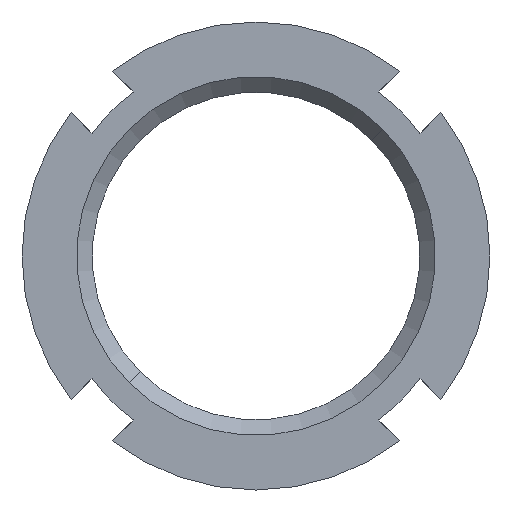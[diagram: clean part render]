
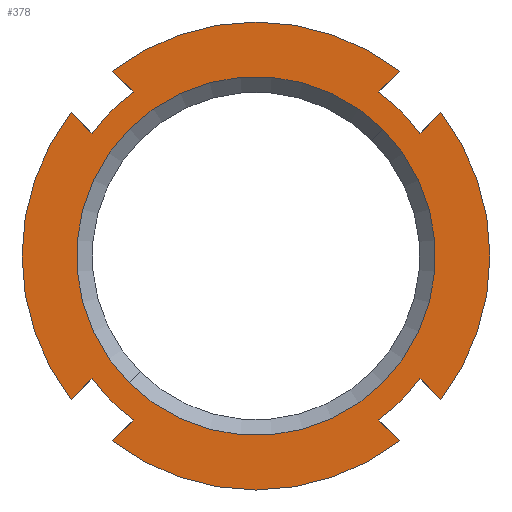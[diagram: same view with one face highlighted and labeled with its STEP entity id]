
A CAD part, left-side view. The second image highlights one B-rep face of the part: STEP entity #378.
In plain terms, the highlighted planar face has unit normal (-1, 0, 0).
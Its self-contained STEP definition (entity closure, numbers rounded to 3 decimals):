
#150=CARTESIAN_POINT('',(18.77,11.253,15.947));
#151=VERTEX_POINT('',#150);
#159=CARTESIAN_POINT('',(18.77,4.747,22.453));
#160=VERTEX_POINT('',#159);
#167=CARTESIAN_POINT('',(18.77,8.,19.2));
#168=DIRECTION('',(-1.0,0.,0.));
#169=DIRECTION('',(0.,0.707,-0.707));
#170=AXIS2_PLACEMENT_3D('',#167,#168,#169);
#171=CIRCLE('',#170,4.6);
#172=EDGE_CURVE('',#160,#151,#171,.T.);
#183=CARTESIAN_POINT('',(18.77,8.,19.2));
#184=DIRECTION('',(-1.0,0.,0.));
#185=DIRECTION('',(0.,0.707,-0.707));
#186=AXIS2_PLACEMENT_3D('',#183,#184,#185);
#187=CIRCLE('',#186,4.6);
#188=EDGE_CURVE('',#151,#160,#187,.T.);
#231=CARTESIAN_POINT('',(18.77,-1.261,19.2));
#232=DIRECTION('',(-1.0,0.0,0.0));
#233=DIRECTION('',(0.0,-0.707,0.707));
#234=AXIS2_PLACEMENT_3D('',#231,#232,#233);
#235=PLANE('',#234);
#236=CARTESIAN_POINT('',(18.77,3.26,22.879));
#237=VERTEX_POINT('',#236);
#238=CARTESIAN_POINT('',(18.77,3.795,22.344));
#239=VERTEX_POINT('',#238);
#240=CARTESIAN_POINT('',(18.77,3.26,22.879));
#241=DIRECTION('',(0.0,0.707,-0.707));
#242=VECTOR('',#241,0.757);
#243=LINE('',#240,#242);
#244=EDGE_CURVE('',#237,#239,#243,.T.);
#245=ORIENTED_EDGE('',*,*,#244,.T.);
#246=CARTESIAN_POINT('',(18.77,4.856,23.405));
#247=VERTEX_POINT('',#246);
#248=CARTESIAN_POINT('',(18.77,8.,19.2));
#249=DIRECTION('',(-1.0,0.,0.));
#250=DIRECTION('',(0.,0.599,-0.801));
#251=AXIS2_PLACEMENT_3D('',#248,#249,#250);
#252=CIRCLE('',#251,5.25);
#253=EDGE_CURVE('',#239,#247,#252,.T.);
#254=ORIENTED_EDGE('',*,*,#253,.T.);
#255=CARTESIAN_POINT('',(18.77,4.321,23.94));
#256=VERTEX_POINT('',#255);
#257=CARTESIAN_POINT('',(18.77,4.856,23.405));
#258=DIRECTION('',(0.0,-0.707,0.707));
#259=VECTOR('',#258,0.757);
#260=LINE('',#257,#259);
#261=EDGE_CURVE('',#247,#256,#260,.T.);
#262=ORIENTED_EDGE('',*,*,#261,.T.);
#263=CARTESIAN_POINT('',(18.77,11.679,23.94));
#264=VERTEX_POINT('',#263);
#265=CARTESIAN_POINT('',(18.77,8.,19.2));
#266=DIRECTION('',(-1.0,0.,0.));
#267=DIRECTION('',(0.,0.707,-0.707));
#268=AXIS2_PLACEMENT_3D('',#265,#266,#267);
#269=CIRCLE('',#268,6.);
#270=EDGE_CURVE('',#256,#264,#269,.T.);
#271=ORIENTED_EDGE('',*,*,#270,.T.);
#272=CARTESIAN_POINT('',(18.77,11.144,23.405));
#273=VERTEX_POINT('',#272);
#274=CARTESIAN_POINT('',(18.77,11.679,23.94));
#275=DIRECTION('',(0.0,-0.707,-0.707));
#276=VECTOR('',#275,0.757);
#277=LINE('',#274,#276);
#278=EDGE_CURVE('',#264,#273,#277,.T.);
#279=ORIENTED_EDGE('',*,*,#278,.T.);
#280=CARTESIAN_POINT('',(18.77,12.205,22.344));
#281=VERTEX_POINT('',#280);
#282=CARTESIAN_POINT('',(18.77,8.,19.2));
#283=DIRECTION('',(-1.0,0.,0.));
#284=DIRECTION('',(0.,-0.801,-0.599));
#285=AXIS2_PLACEMENT_3D('',#282,#283,#284);
#286=CIRCLE('',#285,5.25);
#287=EDGE_CURVE('',#273,#281,#286,.T.);
#288=ORIENTED_EDGE('',*,*,#287,.T.);
#289=CARTESIAN_POINT('',(18.77,12.74,22.879));
#290=VERTEX_POINT('',#289);
#291=CARTESIAN_POINT('',(18.77,12.205,22.344));
#292=DIRECTION('',(0.0,0.707,0.707));
#293=VECTOR('',#292,0.757);
#294=LINE('',#291,#293);
#295=EDGE_CURVE('',#281,#290,#294,.T.);
#296=ORIENTED_EDGE('',*,*,#295,.T.);
#297=CARTESIAN_POINT('',(18.77,12.74,15.521));
#298=VERTEX_POINT('',#297);
#299=CARTESIAN_POINT('',(18.77,8.,19.2));
#300=DIRECTION('',(-1.0,0.,0.));
#301=DIRECTION('',(0.,0.707,-0.707));
#302=AXIS2_PLACEMENT_3D('',#299,#300,#301);
#303=CIRCLE('',#302,6.);
#304=EDGE_CURVE('',#290,#298,#303,.T.);
#305=ORIENTED_EDGE('',*,*,#304,.T.);
#306=CARTESIAN_POINT('',(18.77,12.205,16.056));
#307=VERTEX_POINT('',#306);
#308=CARTESIAN_POINT('',(18.77,12.74,15.521));
#309=DIRECTION('',(0.0,-0.707,0.707));
#310=VECTOR('',#309,0.757);
#311=LINE('',#308,#310);
#312=EDGE_CURVE('',#298,#307,#311,.T.);
#313=ORIENTED_EDGE('',*,*,#312,.T.);
#314=CARTESIAN_POINT('',(18.77,11.144,14.995));
#315=VERTEX_POINT('',#314);
#316=CARTESIAN_POINT('',(18.77,8.,19.2));
#317=DIRECTION('',(-1.0,0.,0.));
#318=DIRECTION('',(0.,-0.599,0.801));
#319=AXIS2_PLACEMENT_3D('',#316,#317,#318);
#320=CIRCLE('',#319,5.25);
#321=EDGE_CURVE('',#307,#315,#320,.T.);
#322=ORIENTED_EDGE('',*,*,#321,.T.);
#323=CARTESIAN_POINT('',(18.77,11.679,14.46));
#324=VERTEX_POINT('',#323);
#325=CARTESIAN_POINT('',(18.77,11.144,14.995));
#326=DIRECTION('',(0.0,0.707,-0.707));
#327=VECTOR('',#326,0.757);
#328=LINE('',#325,#327);
#329=EDGE_CURVE('',#315,#324,#328,.T.);
#330=ORIENTED_EDGE('',*,*,#329,.T.);
#331=CARTESIAN_POINT('',(18.77,4.321,14.46));
#332=VERTEX_POINT('',#331);
#333=CARTESIAN_POINT('',(18.77,8.,19.2));
#334=DIRECTION('',(-1.0,0.,0.));
#335=DIRECTION('',(0.,0.707,-0.707));
#336=AXIS2_PLACEMENT_3D('',#333,#334,#335);
#337=CIRCLE('',#336,6.);
#338=EDGE_CURVE('',#324,#332,#337,.T.);
#339=ORIENTED_EDGE('',*,*,#338,.T.);
#340=CARTESIAN_POINT('',(18.77,4.856,14.995));
#341=VERTEX_POINT('',#340);
#342=CARTESIAN_POINT('',(18.77,4.321,14.46));
#343=DIRECTION('',(0.0,0.707,0.707));
#344=VECTOR('',#343,0.757);
#345=LINE('',#342,#344);
#346=EDGE_CURVE('',#332,#341,#345,.T.);
#347=ORIENTED_EDGE('',*,*,#346,.T.);
#348=CARTESIAN_POINT('',(18.77,3.795,16.056));
#349=VERTEX_POINT('',#348);
#350=CARTESIAN_POINT('',(18.77,8.,19.2));
#351=DIRECTION('',(-1.0,0.,0.));
#352=DIRECTION('',(0.,0.801,0.599));
#353=AXIS2_PLACEMENT_3D('',#350,#351,#352);
#354=CIRCLE('',#353,5.25);
#355=EDGE_CURVE('',#341,#349,#354,.T.);
#356=ORIENTED_EDGE('',*,*,#355,.T.);
#357=CARTESIAN_POINT('',(18.77,3.26,15.521));
#358=VERTEX_POINT('',#357);
#359=CARTESIAN_POINT('',(18.77,3.795,16.056));
#360=DIRECTION('',(0.0,-0.707,-0.707));
#361=VECTOR('',#360,0.757);
#362=LINE('',#359,#361);
#363=EDGE_CURVE('',#349,#358,#362,.T.);
#364=ORIENTED_EDGE('',*,*,#363,.T.);
#365=CARTESIAN_POINT('',(18.77,8.,19.2));
#366=DIRECTION('',(-1.0,0.,0.));
#367=DIRECTION('',(0.,0.707,-0.707));
#368=AXIS2_PLACEMENT_3D('',#365,#366,#367);
#369=CIRCLE('',#368,6.);
#370=EDGE_CURVE('',#358,#237,#369,.T.);
#371=ORIENTED_EDGE('',*,*,#370,.T.);
#372=EDGE_LOOP('',(#245,#254,#262,#271,#279,#288,#296,#305,#313,#322,#330,#339,#347,#356,#364,#371));
#373=FACE_OUTER_BOUND('',#372,.T.);
#374=ORIENTED_EDGE('',*,*,#172,.F.);
#375=ORIENTED_EDGE('',*,*,#188,.F.);
#376=EDGE_LOOP('',(#374,#375));
#377=FACE_BOUND('',#376,.T.);
#378=ADVANCED_FACE('',(#373,#377),#235,.T.);
